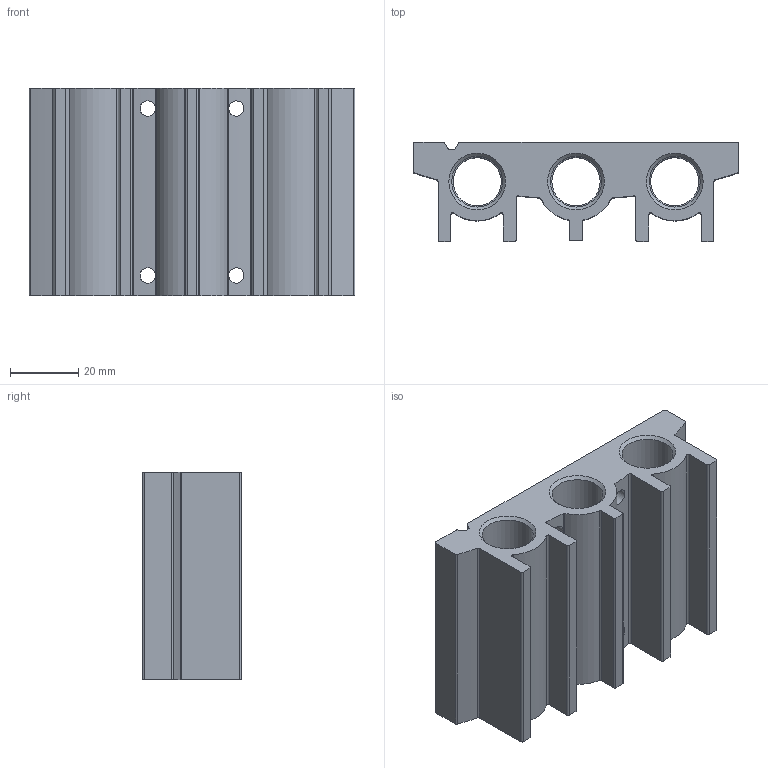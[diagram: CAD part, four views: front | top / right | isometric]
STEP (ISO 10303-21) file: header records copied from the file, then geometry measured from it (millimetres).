
FILE_DESCRIPTION(/* description */ ('STEP AP214'),/* implementation_level */ '2;1');
FILE_NAME(/* name */ '574455_VABM-L1-18S-G38-2',/* time_stamp */ '2024-09-16T02:23:43+02:00',/* author */ ('License CC BY-ND 4.0'),/* organization */ ('CADENAS'),/* preprocessor_version */ 'ST-DEVELOPER v19.3',/* originating_system */ 'PARTsolutions',/* authorisation */ ' ');
FILE_SCHEMA (('AUTOMOTIVE_DESIGN {1 0 10303 214 3 1 1}'));
Length unit declared in the file: millimetre
Products named in the file (2): 574455 VABM-L1-18S-G38-2; 574455 VABM-L1-18S-G38-2---(L1-P)
Assembly tree (1 placements, depth 2):
  574455 VABM-L1-18S-G38-2
    574455 VABM-L1-18S-G38-2---(L1-P)
Bounding box: 95.6 x 29 x 61 mm (x, y, z)
Volume: 83969 mm3; surface area: 32549.2 mm2
Topology: 1 solids, 1 shells, 179 faces, 516 edges, 339 vertices
Faces by surface type: plane 78, cylinder 77, cone 24
Full cylindrical faces by diameter (mm): 2.459 x4, 4.5 x4, 9 x6, 14.15 x3, 14.95 x6
Entity records: 5633 total; most frequent: CARTESIAN_POINT 1097, DIRECTION 942, ORIENTED_EDGE 872, EDGE_CURVE 436, AXIS2_PLACEMENT_3D 339, VERTEX_POINT 316, LINE 264, VECTOR 264
